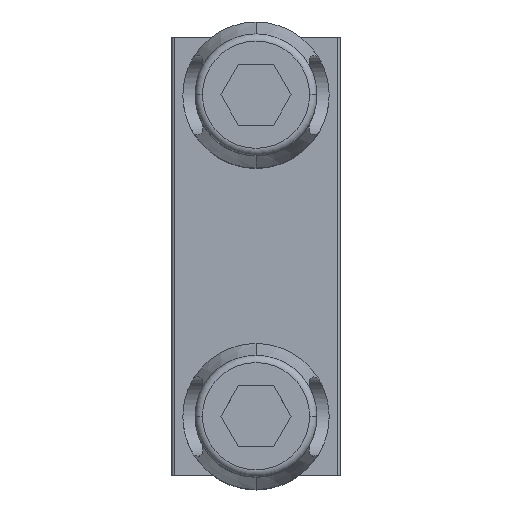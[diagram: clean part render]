
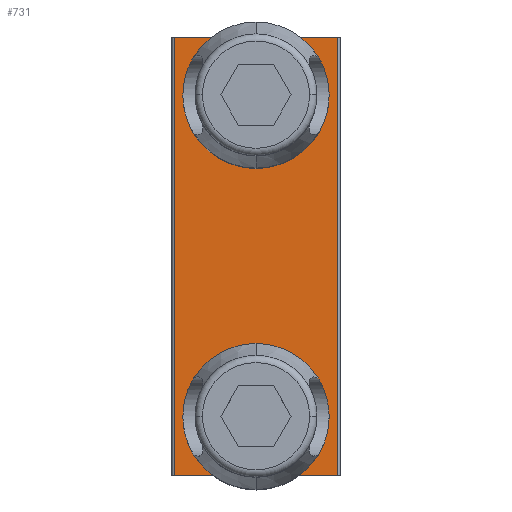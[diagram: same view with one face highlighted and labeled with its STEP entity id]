
A CAD part, top view. The second image highlights one B-rep face of the part: STEP entity #731.
In plain terms, the highlighted planar face has unit normal (0, 0, 1).
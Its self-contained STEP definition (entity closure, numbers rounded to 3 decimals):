
#583=EDGE_CURVE('',#1211,#1359,#1632,.T.);
#641=EDGE_CURVE('',#1441,#993,#1694,.T.);
#731=ADVANCED_FACE('',(#1794,#1795,#1796),#1797,.T.);
#755=EDGE_CURVE('',#1141,#1531,#1822,.T.);
#905=EDGE_CURVE('',#1533,#1019,#1991,.T.);
#923=EDGE_CURVE('',#1019,#1533,#2013,.T.);
#993=VERTEX_POINT('',#2091);
#1005=EDGE_CURVE('',#1141,#993,#2103,.T.);
#1019=VERTEX_POINT('',#2120);
#1055=EDGE_CURVE('',#1359,#1211,#2161,.T.);
#1141=VERTEX_POINT('',#2256);
#1211=VERTEX_POINT('',#2330);
#1243=EDGE_CURVE('',#1441,#1531,#2364,.T.);
#1359=VERTEX_POINT('',#2495);
#1441=VERTEX_POINT('',#2585);
#1531=VERTEX_POINT('',#2688);
#1533=VERTEX_POINT('',#2690);
#1632=CIRCLE('',#2856,3.0);
#1694=LINE('',#3046,#3047);
#1794=FACE_BOUND('',#3260,.T.);
#1795=FACE_BOUND('',#3261,.T.);
#1796=FACE_OUTER_BOUND('',#3262,.T.);
#1797=PLANE('',#3263);
#1822=LINE('',#3293,#3294);
#1991=CIRCLE('',#3579,3.0);
#2013=CIRCLE('',#3607,3.0);
#2091=CARTESIAN_POINT('',(-6.7,31.2,0.));
#2103=LINE('',#3809,#3810);
#2120=CARTESIAN_POINT('',(-3.0,26.4,0.0));
#2161=CIRCLE('',#3948,3.0);
#2256=CARTESIAN_POINT('',(-6.7,-4.8,0.));
#2330=CARTESIAN_POINT('',(-3.0,0.,0.0));
#2364=LINE('',#4376,#4377);
#2495=CARTESIAN_POINT('',(3.0,0.,0.0));
#2585=CARTESIAN_POINT('',(6.7,31.2,0.));
#2688=CARTESIAN_POINT('',(6.7,-4.8,0.));
#2690=CARTESIAN_POINT('',(3.0,26.4,0.0));
#2856=AXIS2_PLACEMENT_3D('',#5336,#5337,#5338);
#3046=CARTESIAN_POINT('',(-6.7,31.2,0.));
#3047=VECTOR('',#5400,1.0);
#3260=EDGE_LOOP('',(#5516,#5517));
#3261=EDGE_LOOP('',(#5518,#5519));
#3262=EDGE_LOOP('',(#5520,#5521,#5522,#5523));
#3263=AXIS2_PLACEMENT_3D('',#5524,#5525,#5526);
#3293=CARTESIAN_POINT('',(-6.7,-4.8,0.));
#3294=VECTOR('',#5542,1.0);
#3579=AXIS2_PLACEMENT_3D('',#5746,#5747,#5748);
#3607=AXIS2_PLACEMENT_3D('',#5790,#5791,#5792);
#3809=CARTESIAN_POINT('',(-6.7,-4.8,0.));
#3810=VECTOR('',#5876,1.0);
#3948=AXIS2_PLACEMENT_3D('',#5952,#5953,#5954);
#4376=CARTESIAN_POINT('',(6.7,31.2,0.));
#4377=VECTOR('',#6172,1.0);
#5336=CARTESIAN_POINT('',(0.0,0.0,0.0));
#5337=DIRECTION('',(0.0,0.0,-1.0));
#5338=DIRECTION('',(1.0,0.0,0.0));
#5400=DIRECTION('',(-1.0,-0.0,0.0));
#5516=ORIENTED_EDGE('',*,*,#905,.T.);
#5517=ORIENTED_EDGE('',*,*,#923,.T.);
#5518=ORIENTED_EDGE('',*,*,#583,.T.);
#5519=ORIENTED_EDGE('',*,*,#1055,.T.);
#5520=ORIENTED_EDGE('',*,*,#641,.T.);
#5521=ORIENTED_EDGE('',*,*,#1005,.F.);
#5522=ORIENTED_EDGE('',*,*,#755,.T.);
#5523=ORIENTED_EDGE('',*,*,#1243,.F.);
#5524=CARTESIAN_POINT('',(0.0,-4.8,0.0));
#5525=DIRECTION('',(0.0,0.0,1.0));
#5526=DIRECTION('',(1.0,0.0,0.0));
#5542=DIRECTION('',(1.0,0.0,0.0));
#5746=CARTESIAN_POINT('',(0.0,26.4,0.0));
#5747=DIRECTION('',(0.0,0.0,-1.0));
#5748=DIRECTION('',(1.0,0.0,0.0));
#5790=CARTESIAN_POINT('',(0.0,26.4,0.0));
#5791=DIRECTION('',(0.0,0.0,-1.0));
#5792=DIRECTION('',(1.0,0.0,0.0));
#5876=DIRECTION('',(0.0,1.0,0.0));
#5952=CARTESIAN_POINT('',(0.0,0.0,0.0));
#5953=DIRECTION('',(0.0,0.0,-1.0));
#5954=DIRECTION('',(1.0,0.0,0.0));
#6172=DIRECTION('',(0.0,-1.0,0.0));
